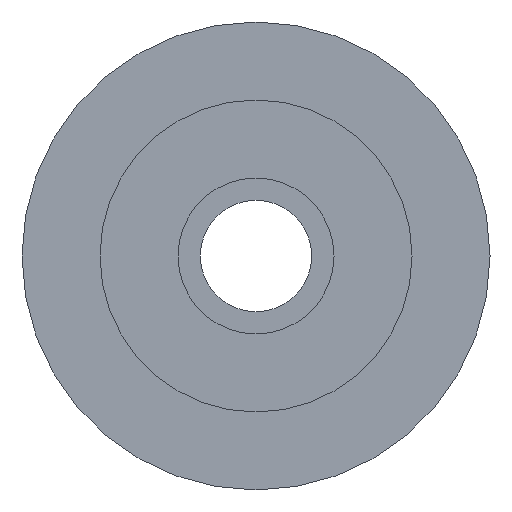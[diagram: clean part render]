
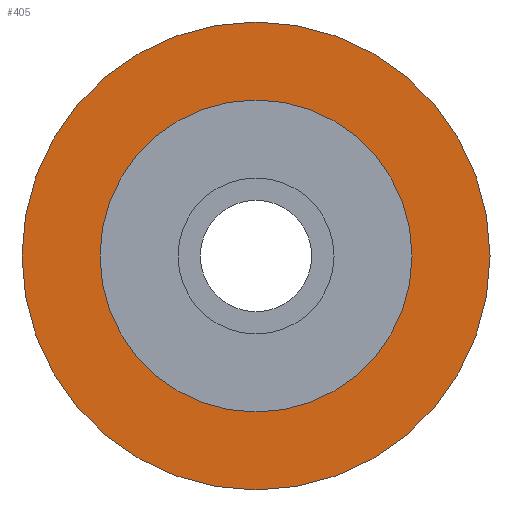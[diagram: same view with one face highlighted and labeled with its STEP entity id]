
A CAD part, left-side view. The second image highlights one B-rep face of the part: STEP entity #405.
In plain terms, the highlighted planar face has unit normal (-1, 0, 0).
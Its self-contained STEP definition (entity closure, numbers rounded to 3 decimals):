
#101=FACE_BOUND($,#194,.T.);
#133=FACE_OUTER_BOUND($,#193,.T.);
#193=EDGE_LOOP($,(#357));
#194=EDGE_LOOP($,(#358));
#229=CIRCLE($,#476,7.);
#230=CIRCLE($,#478,10.5);
#261=VERTEX_POINT($,#724);
#262=VERTEX_POINT($,#727);
#294=EDGE_CURVE($,#261,#261,#229,.T.);
#295=EDGE_CURVE($,#262,#262,#230,.T.);
#357=ORIENTED_EDGE($,*,*,#295,.F.);
#358=ORIENTED_EDGE($,*,*,#294,.F.);
#375=PLANE($,#477);
#405=ADVANCED_FACE($,(#133,#101),#375,.T.);
#476=AXIS2_PLACEMENT_3D($,#725,#611,#612);
#477=AXIS2_PLACEMENT_3D($,#726,#613,#614);
#478=AXIS2_PLACEMENT_3D($,#728,#615,#616);
#611=DIRECTION('center_axis',(-1.,0.,0.));
#612=DIRECTION('ref_axis',(0.,1.,0.));
#613=DIRECTION('center_axis',(-1.,0.,0.));
#614=DIRECTION('ref_axis',(0.,0.,1.));
#615=DIRECTION('center_axis',(1.,0.,0.));
#616=DIRECTION('ref_axis',(0.,1.,0.));
#724=CARTESIAN_POINT('',(-5.6,7.,0.));
#725=CARTESIAN_POINT('Origin',(-5.6,0.,0.));
#726=CARTESIAN_POINT('Origin',(-5.6,0.,0.));
#727=CARTESIAN_POINT('',(-5.6,-10.5,0.));
#728=CARTESIAN_POINT('Origin',(-5.6,0.,0.));
